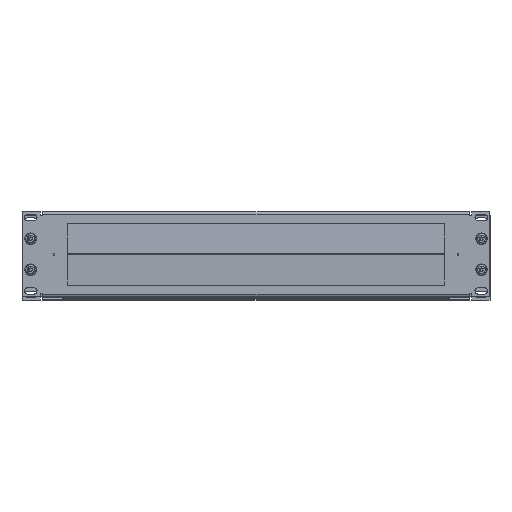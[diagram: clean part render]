
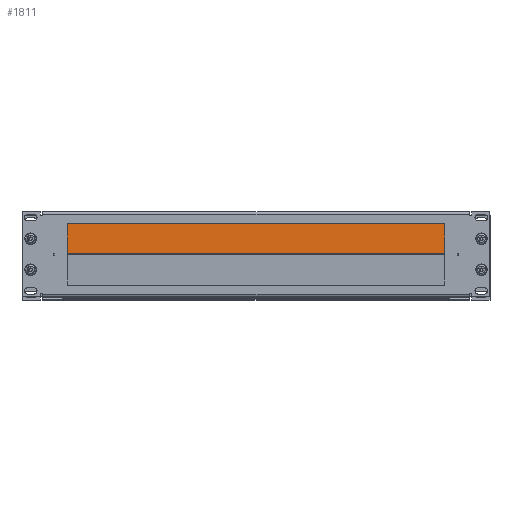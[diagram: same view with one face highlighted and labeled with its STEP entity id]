
A CAD part, top view. The second image highlights one B-rep face of the part: STEP entity #1811.
In plain terms, the highlighted face is planar.
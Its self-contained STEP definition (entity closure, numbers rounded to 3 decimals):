
#817 = VECTOR ( 'NONE', #2615, 1000. ) ;
#1019 = EDGE_CURVE ( 'NONE', #2986, #9395, #5887, .T. ) ;
#1178 = CARTESIAN_POINT ( 'NONE',  ( 37.5, -2., -400. ) ) ;
#1285 = LINE ( 'NONE', #8824, #817 ) ;
#1525 = EDGE_CURVE ( 'NONE', #2986, #9176, #7805, .T. ) ;
#1811 = ADVANCED_FACE ( 'NONE', ( #3812 ), #8389, .T. ) ;
#2615 = DIRECTION ( 'NONE',  ( 0., 0., 1. ) ) ;
#2648 = ORIENTED_EDGE ( 'NONE', *, *, #1525, .F. ) ;
#2825 = CARTESIAN_POINT ( 'NONE',  ( 3.5, -0.9, -400. ) ) ;
#2886 = DIRECTION ( 'NONE',  ( 0.999, -0.032, 0. ) ) ;
#2986 = VERTEX_POINT ( 'NONE', #2825 ) ;
#3812 = FACE_OUTER_BOUND ( 'NONE', #3892, .T. ) ;
#3892 = EDGE_LOOP ( 'NONE', ( #7911, #2648, #5224, #7324 ) ) ;
#4180 = CARTESIAN_POINT ( 'NONE',  ( 3.5, -0.9, 0. ) ) ;
#4977 = VECTOR ( 'NONE', #5257, 1000. ) ;
#5047 = VECTOR ( 'NONE', #6372, 1000. ) ;
#5055 = EDGE_CURVE ( 'NONE', #9176, #5742, #7024, .T. ) ;
#5224 = ORIENTED_EDGE ( 'NONE', *, *, #1019, .T. ) ;
#5257 = DIRECTION ( 'NONE',  ( 0.999, -0.032, 0. ) ) ;
#5742 = VERTEX_POINT ( 'NONE', #5872 ) ;
#5773 = VECTOR ( 'NONE', #8811, 1000. ) ;
#5872 = CARTESIAN_POINT ( 'NONE',  ( 37.5, -2., 0. ) ) ;
#5882 = CARTESIAN_POINT ( 'NONE',  ( 3.5, -0.9, 0. ) ) ;
#5887 = LINE ( 'NONE', #7980, #5773 ) ;
#6372 = DIRECTION ( 'NONE',  ( 0., 0., 1. ) ) ;
#7024 = LINE ( 'NONE', #5882, #4977 ) ;
#7324 = ORIENTED_EDGE ( 'NONE', *, *, #9261, .T. ) ;
#7482 = CARTESIAN_POINT ( 'NONE',  ( 3.5, -0.9, -400. ) ) ;
#7518 = DIRECTION ( 'NONE',  ( -0.032, -0.999, 0. ) ) ;
#7805 = LINE ( 'NONE', #8538, #5047 ) ;
#7911 = ORIENTED_EDGE ( 'NONE', *, *, #5055, .F. ) ;
#7980 = CARTESIAN_POINT ( 'NONE',  ( 3.5, -0.9, -400. ) ) ;
#8389 = PLANE ( 'NONE',  #9273 ) ;
#8538 = CARTESIAN_POINT ( 'NONE',  ( 3.5, -0.9, -400. ) ) ;
#8811 = DIRECTION ( 'NONE',  ( 0.999, -0.032, 0. ) ) ;
#8824 = CARTESIAN_POINT ( 'NONE',  ( 37.5, -2., -400. ) ) ;
#9176 = VERTEX_POINT ( 'NONE', #4180 ) ;
#9261 = EDGE_CURVE ( 'NONE', #9395, #5742, #1285, .T. ) ;
#9273 = AXIS2_PLACEMENT_3D ( 'NONE', #7482, #7518, #2886 ) ;
#9395 = VERTEX_POINT ( 'NONE', #1178 ) ;
